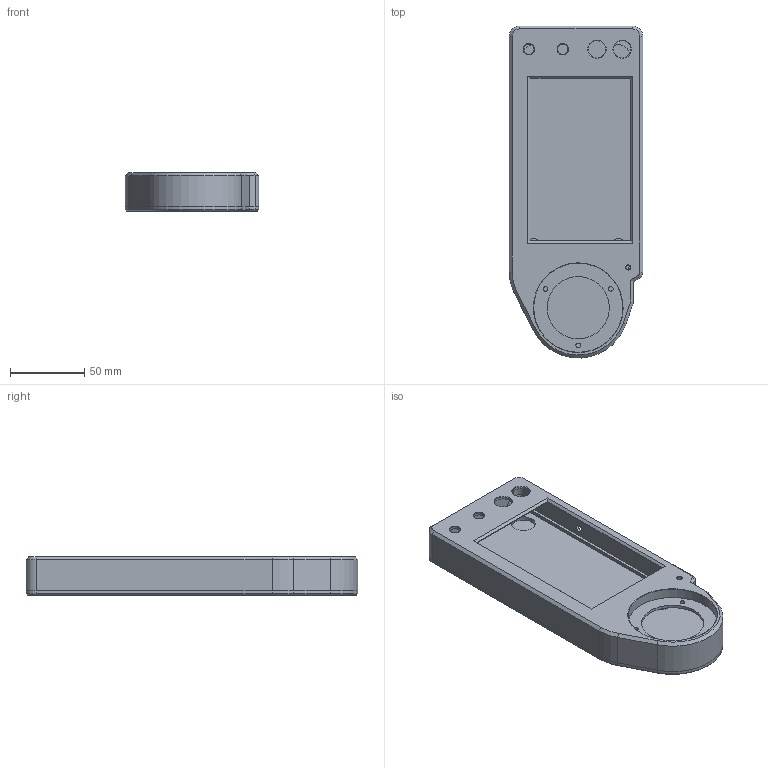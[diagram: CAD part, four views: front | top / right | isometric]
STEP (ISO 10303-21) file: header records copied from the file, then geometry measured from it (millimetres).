
FILE_DESCRIPTION(/* description */ (''),/* implementation_level */ '2;1');
FILE_NAME(/* name */ 'cnc_pendant.step',/* time_stamp */ '2020-08-02T13:49:29+09:00',/* author */ (''),/* organization */ (''),/* preprocessor_version */ 'ST-DEVELOPER v18.1',/* originating_system */ 'Autodesk Translation Framework v9.3.0.1241',/* authorisation */ '');
FILE_SCHEMA (('AUTOMOTIVE_DESIGN { 1 0 10303 214 3 1 1 }'));
Length unit declared in the file: millimetre
Products named in the file (2): jog_dial; case
Assembly tree (1 placements, depth 2):
  jog_dial
    case
Bounding box: 90.1 x 224.08 x 26 mm (x, y, z)
Volume: 102674.9 mm3; surface area: 88998.9 mm2
Topology: 2 solids, 2 shells, 259 faces, 653 edges, 414 vertices
Faces by surface type: cylinder 111, plane 92, bspline 33, cone 19, torus 4
Full cylindrical faces by diameter (mm): 2.9 x14, 3 x1, 3.1 x3, 5 x1, 6 x9, 7 x2, 11.8 x2, 16.1 x4, 42 x1, 60.2 x1
Entity records: 10064 total; most frequent: CARTESIAN_POINT 3729, DIRECTION 1318, ORIENTED_EDGE 1306, EDGE_CURVE 653, AXIS2_PLACEMENT_3D 510, VERTEX_POINT 414, EDGE_LOOP 309, LINE 298
